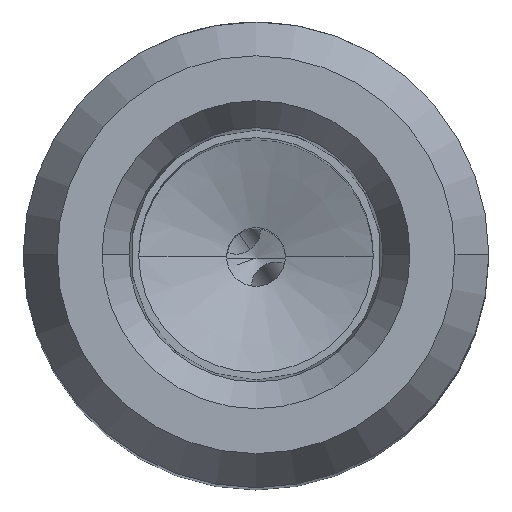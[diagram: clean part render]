
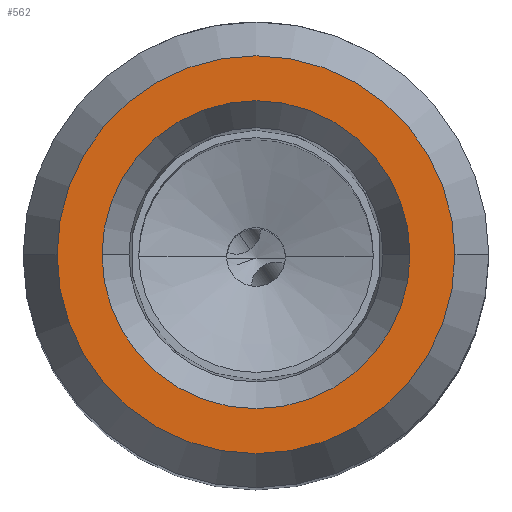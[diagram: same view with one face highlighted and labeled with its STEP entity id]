
A CAD part, top view. The second image highlights one B-rep face of the part: STEP entity #562.
In plain terms, the highlighted planar face has unit normal (0, 0, 1).
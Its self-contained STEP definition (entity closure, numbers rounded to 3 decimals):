
#106=PLANE('',#3933);
#145=FACE_BOUND('',#1002,.T.);
#146=FACE_BOUND('',#1003,.T.);
#562=ADVANCED_FACE('',(#145,#146),#106,.T.);
#1002=EDGE_LOOP('',(#1471,#1472));
#1003=EDGE_LOOP('',(#1473,#1474));
#1202=CIRCLE('',#3927,5.25);
#1203=CIRCLE('',#3929,5.25);
#1204=CIRCLE('',#3931,6.783);
#1205=CIRCLE('',#3932,6.783);
#1471=ORIENTED_EDGE('',*,*,#3006,.T.);
#1472=ORIENTED_EDGE('',*,*,#3007,.T.);
#1473=ORIENTED_EDGE('',*,*,#3008,.T.);
#1474=ORIENTED_EDGE('',*,*,#3009,.T.);
#2567=VERTEX_POINT('',#5841);
#2568=VERTEX_POINT('',#5843);
#2569=VERTEX_POINT('',#5849);
#2570=VERTEX_POINT('',#5850);
#3006=EDGE_CURVE('',#2567,#2568,#1202,.T.);
#3007=EDGE_CURVE('',#2568,#2567,#1203,.T.);
#3008=EDGE_CURVE('',#2569,#2570,#1204,.T.);
#3009=EDGE_CURVE('',#2570,#2569,#1205,.T.);
#3927=AXIS2_PLACEMENT_3D('',#5844,#4354,#4355);
#3929=AXIS2_PLACEMENT_3D('',#5846,#4358,#4359);
#3931=AXIS2_PLACEMENT_3D('',#5848,#4362,#4363);
#3932=AXIS2_PLACEMENT_3D('',#5851,#4364,#4365);
#3933=AXIS2_PLACEMENT_3D('',#5852,#4366,#4367);
#4354=DIRECTION('',(0.,0.,-1.));
#4355=DIRECTION('',(-1.,0.,0.));
#4358=DIRECTION('',(0.,0.,-1.));
#4359=DIRECTION('',(1.,0.,0.));
#4362=DIRECTION('',(0.,0.,1.));
#4363=DIRECTION('',(-1.,0.,0.));
#4364=DIRECTION('',(0.,0.,1.));
#4365=DIRECTION('',(1.,0.,0.));
#4366=DIRECTION('',(0.,0.,1.));
#4367=DIRECTION('',(-1.,0.,0.));
#5841=CARTESIAN_POINT('',(-5.25,0.,24.5));
#5843=CARTESIAN_POINT('',(5.25,0.,24.5));
#5844=CARTESIAN_POINT('',(0.,0.,24.5));
#5846=CARTESIAN_POINT('',(0.,0.,24.5));
#5848=CARTESIAN_POINT('',(0.,0.,24.5));
#5849=CARTESIAN_POINT('',(-6.783,0.,24.5));
#5850=CARTESIAN_POINT('',(6.783,0.,24.5));
#5851=CARTESIAN_POINT('',(0.,0.,24.5));
#5852=CARTESIAN_POINT('',(0.,0.,24.5));
